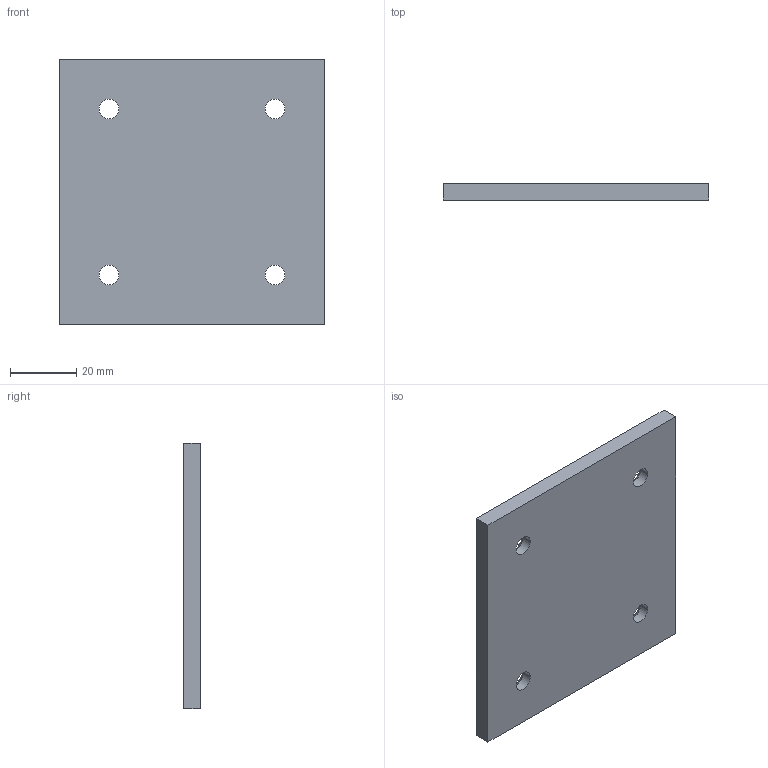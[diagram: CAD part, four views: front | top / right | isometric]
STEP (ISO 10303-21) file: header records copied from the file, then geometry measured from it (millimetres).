
FILE_DESCRIPTION (( 'STEP AP214' ), '1' );
FILE_NAME ('1.47.50808.STEP', '2024-10-11T18:42:50', ( '' ), ( '' ), 'SwSTEP 2.0', 'SolidWorks 2024', '' );
FILE_SCHEMA (( 'AUTOMOTIVE_DESIGN' ));
Length unit declared in the file: millimetre
Products named in the file (1): 1.47.50808
Bounding box: 80 x 5 x 80 mm (x, y, z)
Volume: 31250.2 mm3; surface area: 14483.3 mm2
Topology: 1 solids, 1 shells, 22 faces, 52 edges, 32 vertices
Faces by surface type: cylinder 8, cone 8, plane 6
Entity records: 675 total; most frequent: DIRECTION 122, CARTESIAN_POINT 107, ORIENTED_EDGE 104, EDGE_CURVE 52, AXIS2_PLACEMENT_3D 47, VERTEX_POINT 32, EDGE_LOOP 30, LINE 28
